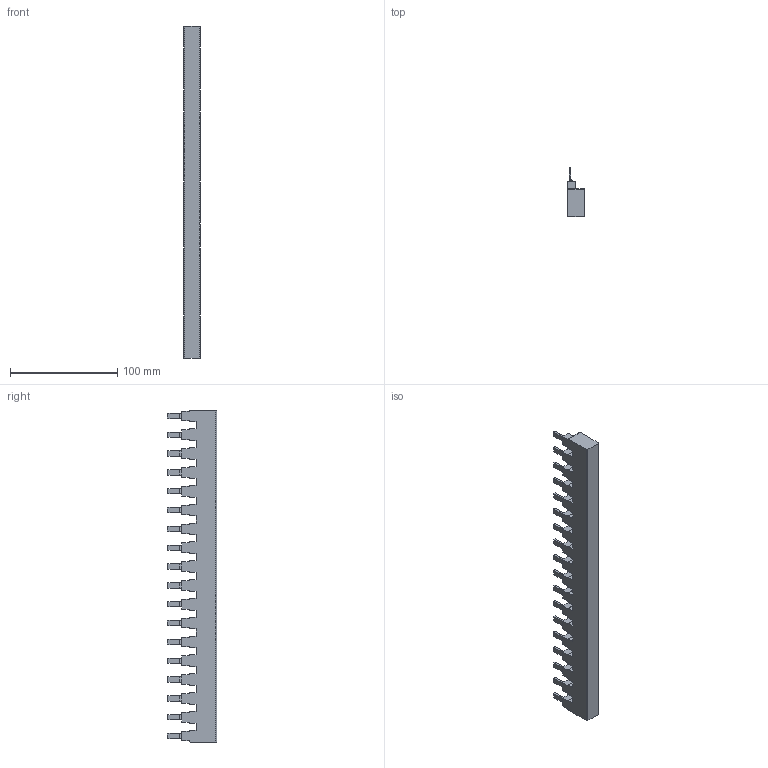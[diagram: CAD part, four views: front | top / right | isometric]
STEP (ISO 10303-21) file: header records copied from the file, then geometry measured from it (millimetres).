
FILE_DESCRIPTION(/* description */ ('STEP AP214'),/* implementation_level */ '2;1');
FILE_NAME(/* name */ '1489-AMCL118',/* time_stamp */ '2025-02-17T17:48:45+01:00',/* author */ ('License CC BY-ND 4.0'),/* organization */ ('CADENAS'),/* preprocessor_version */ 'ST-DEVELOPER v19.3',/* originating_system */ 'PARTsolutions',/* authorisation */ ' ');
FILE_SCHEMA (('AUTOMOTIVE_DESIGN {1 0 10303 214 3 1 1}'));
Length unit declared in the file: millimetre
Products named in the file (1): 1489-AMCL118
Bounding box: 15.5 x 46 x 310.2 mm (x, y, z)
Volume: 122185.2 mm3; surface area: 35114.6 mm2
Topology: 1 solids, 1 shells, 418 faces, 1158 edges, 760 vertices
Faces by surface type: plane 308, cylinder 110
Entity records: 16184 total; most frequent: CARTESIAN_POINT 2337, ORIENTED_EDGE 2316, DIRECTION 2216, EDGE_CURVE 1158, LINE 938, VECTOR 938, VERTEX_POINT 760, AXIS2_PLACEMENT_3D 639
